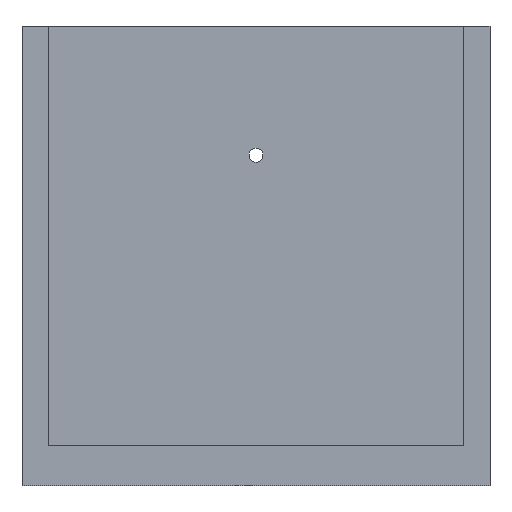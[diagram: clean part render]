
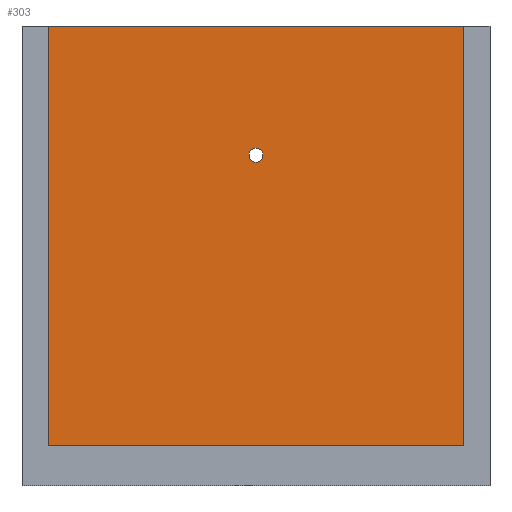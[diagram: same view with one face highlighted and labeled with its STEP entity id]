
A CAD part, front view. The second image highlights one B-rep face of the part: STEP entity #303.
In plain terms, the highlighted planar face has unit normal (0, -1, 0).
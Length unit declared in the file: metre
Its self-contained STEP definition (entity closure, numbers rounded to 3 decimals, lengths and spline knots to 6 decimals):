
#16=CIRCLE('',#335,0.005);
#60=ORIENTED_EDGE('',*,*,#128,.T.);
#61=ORIENTED_EDGE('',*,*,#109,.T.);
#62=ORIENTED_EDGE('',*,*,#129,.F.);
#63=ORIENTED_EDGE('',*,*,#130,.F.);
#64=ORIENTED_EDGE('',*,*,#127,.T.);
#109=EDGE_CURVE('',#138,#149,#177,.T.);
#127=EDGE_CURVE('',#160,#138,#193,.T.);
#128=EDGE_CURVE('',#161,#161,#16,.T.);
#129=EDGE_CURVE('',#162,#149,#194,.T.);
#130=EDGE_CURVE('',#160,#162,#195,.T.);
#138=VERTEX_POINT('',#426);
#149=VERTEX_POINT('',#447);
#160=VERTEX_POINT('',#482);
#161=VERTEX_POINT('',#486);
#162=VERTEX_POINT('',#488);
#177=LINE('',#448,#213);
#193=LINE('',#483,#229);
#194=LINE('',#487,#230);
#195=LINE('',#489,#231);
#213=VECTOR('',#360,1.);
#229=VECTOR('',#392,1.);
#230=VECTOR('',#397,1.);
#231=VECTOR('',#398,1.);
#247=EDGE_LOOP('',(#60));
#248=EDGE_LOOP('',(#61,#62,#63,#64));
#269=FACE_BOUND('',#247,.T.);
#270=FACE_BOUND('',#248,.T.);
#289=PLANE('',#334);
#303=ADVANCED_FACE('',(#269,#270),#289,.F.);
#334=AXIS2_PLACEMENT_3D('',#484,#393,#394);
#335=AXIS2_PLACEMENT_3D('',#485,#395,#396);
#360=DIRECTION('',(-1.,0.,0.));
#392=DIRECTION('',(0.,0.,1.));
#393=DIRECTION('',(0.,1.,0.));
#394=DIRECTION('',(0.,0.,1.));
#395=DIRECTION('',(0.,1.,0.));
#396=DIRECTION('',(0.,0.,1.));
#397=DIRECTION('',(0.,0.,1.));
#398=DIRECTION('',(-1.,0.,0.));
#426=CARTESIAN_POINT('',(0.1495,0.131,0.311));
#447=CARTESIAN_POINT('',(-0.1495,0.131,0.311));
#448=CARTESIAN_POINT('',(0.,0.131,0.311));
#482=CARTESIAN_POINT('',(0.1495,0.131,0.009));
#483=CARTESIAN_POINT('',(0.1495,0.131,0.009));
#484=CARTESIAN_POINT('',(0.,0.131,0.009));
#485=CARTESIAN_POINT('',(0.,0.131,0.218));
#486=CARTESIAN_POINT('',(0.,0.131,0.223));
#487=CARTESIAN_POINT('',(-0.1495,0.131,0.009));
#488=CARTESIAN_POINT('',(-0.1495,0.131,0.009));
#489=CARTESIAN_POINT('',(0.,0.131,0.009));
